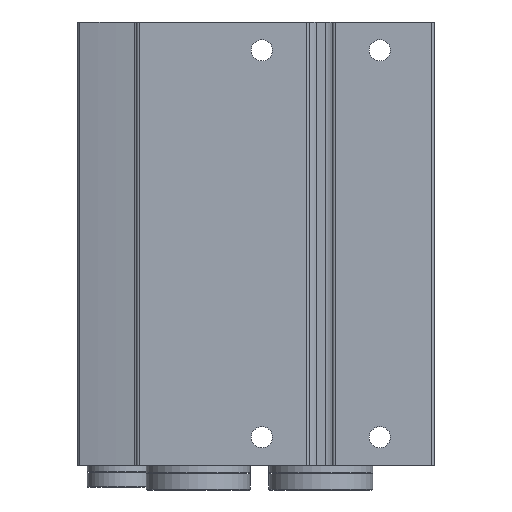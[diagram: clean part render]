
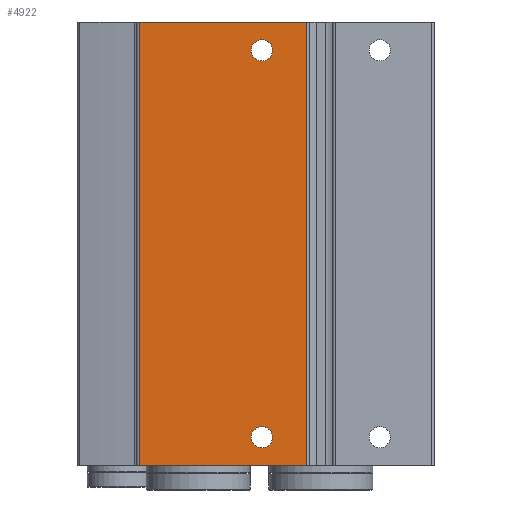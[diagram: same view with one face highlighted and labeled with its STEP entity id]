
A CAD part, front view. The second image highlights one B-rep face of the part: STEP entity #4922.
In plain terms, the highlighted planar face has unit normal (0, -1, 0).
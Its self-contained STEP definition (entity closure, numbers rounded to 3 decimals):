
#169=PLANE('',#5338);
#347=CIRCLE('',#5339,2.25);
#348=CIRCLE('',#5340,2.25);
#678=ORIENTED_EDGE('',*,*,#1972,.F.);
#679=ORIENTED_EDGE('',*,*,#1973,.F.);
#680=ORIENTED_EDGE('',*,*,#1974,.F.);
#681=ORIENTED_EDGE('',*,*,#1971,.F.);
#682=ORIENTED_EDGE('',*,*,#1975,.T.);
#683=ORIENTED_EDGE('',*,*,#1976,.T.);
#1971=EDGE_CURVE('',#2615,#2614,#3089,.T.);
#1972=EDGE_CURVE('',#2616,#2616,#347,.T.);
#1973=EDGE_CURVE('',#2617,#2617,#348,.T.);
#1974=EDGE_CURVE('',#2614,#2618,#3090,.T.);
#1975=EDGE_CURVE('',#2615,#2619,#3091,.T.);
#1976=EDGE_CURVE('',#2619,#2618,#3092,.T.);
#2614=VERTEX_POINT('',#7709);
#2615=VERTEX_POINT('',#7711);
#2616=VERTEX_POINT('',#7715);
#2617=VERTEX_POINT('',#7717);
#2618=VERTEX_POINT('',#7719);
#2619=VERTEX_POINT('',#7721);
#3089=LINE('',#7712,#3441);
#3090=LINE('',#7718,#3442);
#3091=LINE('',#7720,#3443);
#3092=LINE('',#7722,#3444);
#3441=VECTOR('',#5997,1000.);
#3442=VECTOR('',#6004,1000.);
#3443=VECTOR('',#6005,1000.);
#3444=VECTOR('',#6006,1000.);
#3798=EDGE_LOOP('',(#678));
#3799=EDGE_LOOP('',(#679));
#3800=EDGE_LOOP('',(#680,#681,#682,#683));
#4310=FACE_BOUND('',#3798,.T.);
#4311=FACE_BOUND('',#3799,.T.);
#4312=FACE_BOUND('',#3800,.T.);
#4922=ADVANCED_FACE('',(#4310,#4311,#4312),#169,.T.);
#5338=AXIS2_PLACEMENT_3D('',#7713,#5998,#5999);
#5339=AXIS2_PLACEMENT_3D('',#7714,#6000,#6001);
#5340=AXIS2_PLACEMENT_3D('',#7716,#6002,#6003);
#5997=DIRECTION('',(0.,0.,1.));
#5998=DIRECTION('',(0.,-1.,0.));
#5999=DIRECTION('',(0.,0.,-1.));
#6000=DIRECTION('',(0.,-1.,0.));
#6001=DIRECTION('',(0.,0.,-1.));
#6002=DIRECTION('',(0.,-1.,0.));
#6003=DIRECTION('',(0.,0.,-1.));
#6004=DIRECTION('',(1.,0.,0.));
#6005=DIRECTION('',(1.,0.,0.));
#6006=DIRECTION('',(0.,0.,1.));
#7709=CARTESIAN_POINT('',(-38.5,0.,0.));
#7711=CARTESIAN_POINT('',(-38.5,0.,-94.));
#7712=CARTESIAN_POINT('',(-38.5,0.,-94.));
#7713=CARTESIAN_POINT('',(-38.5,0.,-94.));
#7714=CARTESIAN_POINT('',(-12.5,0.,-88.));
#7715=CARTESIAN_POINT('',(-12.5,0.,-90.25));
#7716=CARTESIAN_POINT('',(-12.5,0.,-6.));
#7717=CARTESIAN_POINT('',(-12.5,0.,-8.25));
#7718=CARTESIAN_POINT('',(-38.5,0.,0.));
#7719=CARTESIAN_POINT('',(-3.,0.,0.));
#7720=CARTESIAN_POINT('',(-38.5,0.,-94.));
#7721=CARTESIAN_POINT('',(-3.,0.,-94.));
#7722=CARTESIAN_POINT('',(-3.,0.,-94.));
